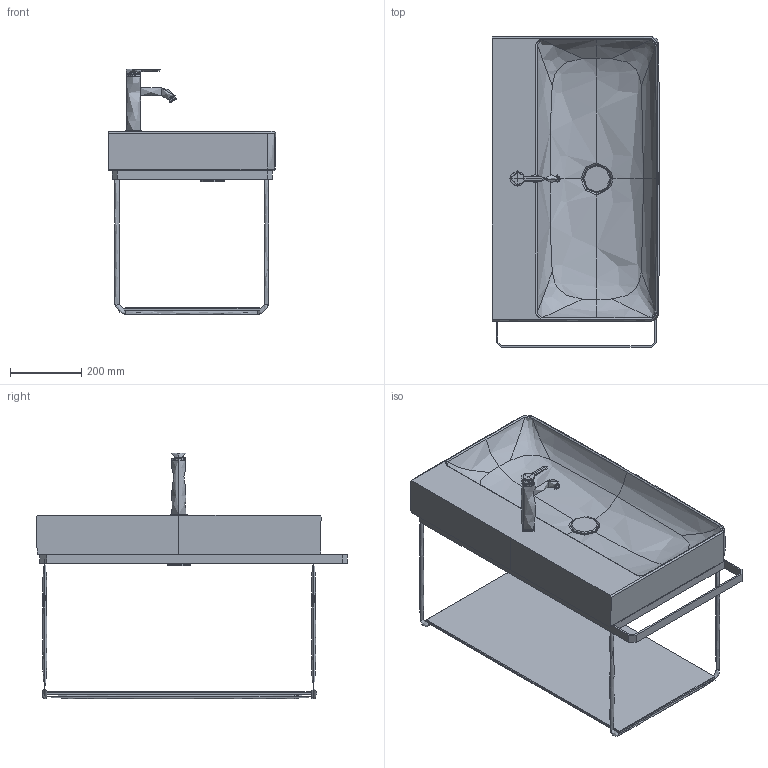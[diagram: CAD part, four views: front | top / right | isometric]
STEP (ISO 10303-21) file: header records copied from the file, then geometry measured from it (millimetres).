
FILE_DESCRIPTION(/* description */ (''),/* implementation_level */ '2;1');
FILE_NAME(/* name */ '235380_003112',/* time_stamp */ '2018-03-29T14:03:42+02:00',/* author */ (''),/* organization */ (''),/* preprocessor_version */ 'ST-DEVELOPER v15',/* originating_system */ '',/* authorisation */ '');
FILE_SCHEMA (('AUTOMOTIVE_DESIGN'));
Length unit declared in the file: millimetre
Products named in the file (9): Document; Block 01; 601869; 615737; A016999; 615729; 632641; 613658; 636748
Assembly tree (8 placements, depth 2):
  Document
    Block 01
    601869
    615737
    A016999
    615729
    632641
    613658
    636748
Bounding box: 469.94 x 874.03 x 691.19 mm (x, y, z)
Volume: 2772426 mm3; surface area: 2231739.4 mm2
Topology: 10 solids, 87 shells, 1047 faces, 2666 edges, 1692 vertices
Faces by surface type: bspline 834, plane 213
Entity records: 118243 total; most frequent: CARTESIAN_POINT 103061, ORIENTED_EDGE 4918, EDGE_CURVE 2639, VERTEX_POINT 1690, B_SPLINE_CURVE_WITH_KNOTS 1329, EDGE_LOOP 1109, ADVANCED_FACE 1046, FACE_OUTER_BOUND 1046
